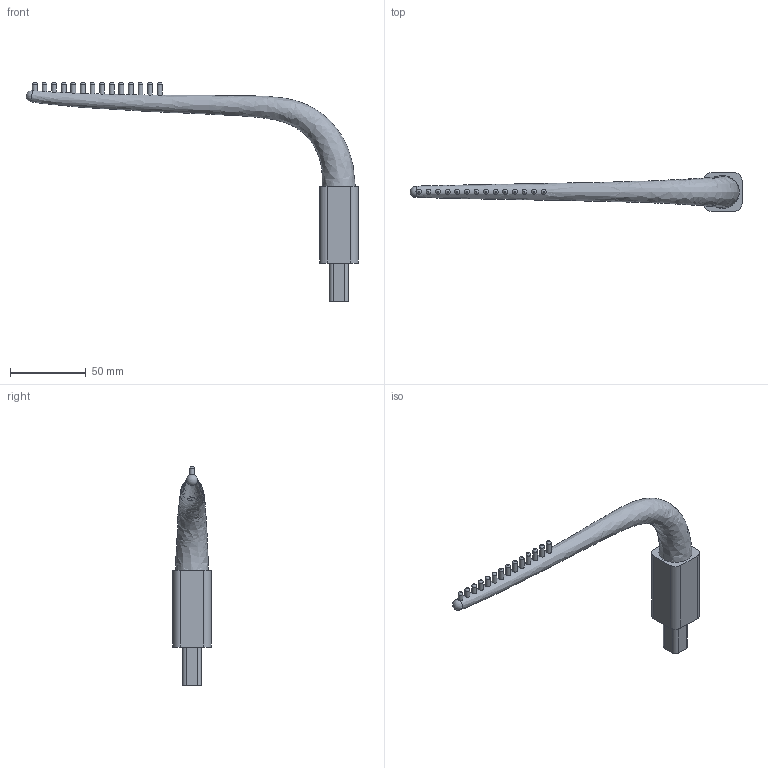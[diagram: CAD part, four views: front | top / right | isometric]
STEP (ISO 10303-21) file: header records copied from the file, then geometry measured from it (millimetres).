
FILE_DESCRIPTION(/* description */ ('Alibre Inc.'),/* implementation_level */ '2;1');
FILE_NAME(/* name */ 'export0',/* time_stamp */ '2013-09-08T12:20:06-04:00',/* author */ (''),/* organization */ (''),/* preprocessor_version */ 'ST-DEVELOPER v14',/* originating_system */ 'Alibre',/* authorisation */ '');
FILE_SCHEMA (('CONFIG_CONTROL_DESIGN'));
Length unit declared in the file: centimetre
Products named in the file (1): ID_1
Bounding box: 219.64 x 25.4 x 144.78 mm (x, y, z)
Volume: 72923.7 mm3; surface area: 17741.1 mm2
Topology: 1 solids, 1 shells, 63 faces, 150 edges, 90 vertices
Faces by surface type: plane 25, cylinder 22, torus 14, bspline 1, sphere 1
Full cylindrical faces by diameter (mm): 3.175 x14
Entity records: 3435 total; most frequent: CARTESIAN_POINT 2128, ORIENTED_EDGE 240, DIRECTION 207, EDGE_CURVE 120, AXIS2_PLACEMENT_3D 107, EDGE_LOOP 93, FACE_BOUND 93, VERTEX_POINT 89
